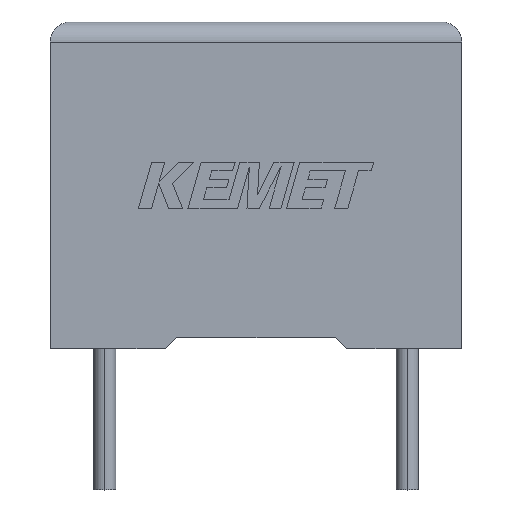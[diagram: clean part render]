
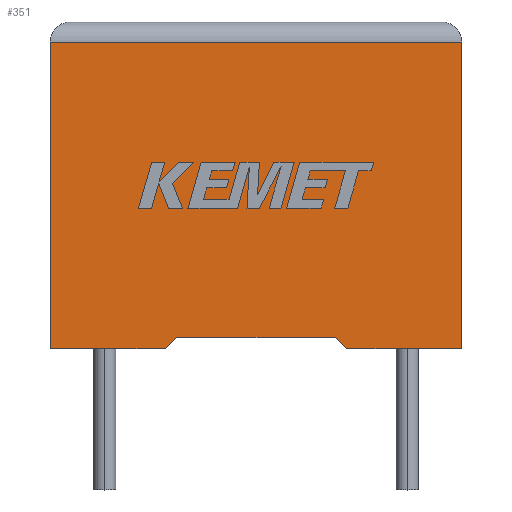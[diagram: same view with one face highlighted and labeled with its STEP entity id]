
A CAD part, top view. The second image highlights one B-rep face of the part: STEP entity #351.
In plain terms, the highlighted planar face has unit normal (0, 0, 1).
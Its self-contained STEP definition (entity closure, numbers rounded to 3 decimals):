
#40 = PLANE ( 'NONE',  #2694 ) ;
#52 = EDGE_CURVE ( 'NONE', #1206, #2146, #1876, .T. ) ;
#115 = VECTOR ( 'NONE', #2881, 1000. ) ;
#140 = ORIENTED_EDGE ( 'NONE', *, *, #2161, .T. ) ;
#151 = CARTESIAN_POINT ( 'NONE',  ( 0., 0., 3.1 ) ) ;
#180 = VERTEX_POINT ( 'NONE', #2037 ) ;
#196 = CARTESIAN_POINT ( 'NONE',  ( 10.2, 0., 3.1 ) ) ;
#282 = EDGE_CURVE ( 'NONE', #335, #1434, #1370, .T. ) ;
#312 = CARTESIAN_POINT ( 'NONE',  ( 0., 7.6, 3.1 ) ) ;
#335 = VERTEX_POINT ( 'NONE', #1705 ) ;
#351 = ADVANCED_FACE ( 'NONE', ( #2195 ), #40, .F. ) ;
#380 = DIRECTION ( 'NONE',  ( -0.712, -0.702, 0. ) ) ;
#401 = EDGE_CURVE ( 'NONE', #1206, #335, #1756, .T. ) ;
#403 = DIRECTION ( 'NONE',  ( -1., 0., 0. ) ) ;
#420 = VECTOR ( 'NONE', #380, 1000. ) ;
#425 = VECTOR ( 'NONE', #645, 1000. ) ;
#439 = EDGE_CURVE ( 'NONE', #1466, #1434, #2285, .T. ) ;
#443 = CARTESIAN_POINT ( 'NONE',  ( 2.85, 0., 3.1 ) ) ;
#645 = DIRECTION ( 'NONE',  ( 0., 1., 0. ) ) ;
#753 = ORIENTED_EDGE ( 'NONE', *, *, #2550, .T. ) ;
#820 = VECTOR ( 'NONE', #403, 1000. ) ;
#864 = CARTESIAN_POINT ( 'NONE',  ( 7.35, 0., 3.1 ) ) ;
#876 = DIRECTION ( 'NONE',  ( 0., 0., -1. ) ) ;
#932 = LINE ( 'NONE', #196, #425 ) ;
#1031 = ORIENTED_EDGE ( 'NONE', *, *, #1283, .T. ) ;
#1092 = DIRECTION ( 'NONE',  ( 1., 0., 0. ) ) ;
#1206 = VERTEX_POINT ( 'NONE', #1930 ) ;
#1219 = ORIENTED_EDGE ( 'NONE', *, *, #401, .F. ) ;
#1283 = EDGE_CURVE ( 'NONE', #2146, #1840, #2173, .T. ) ;
#1370 = LINE ( 'NONE', #443, #420 ) ;
#1398 = CARTESIAN_POINT ( 'NONE',  ( 10.2, 0., 3.1 ) ) ;
#1434 = VERTEX_POINT ( 'NONE', #2573 ) ;
#1466 = VERTEX_POINT ( 'NONE', #2895 ) ;
#1473 = DIRECTION ( 'NONE',  ( -1., 0., 0. ) ) ;
#1493 = LINE ( 'NONE', #2916, #3002 ) ;
#1504 = ORIENTED_EDGE ( 'NONE', *, *, #1980, .T. ) ;
#1674 = ORIENTED_EDGE ( 'NONE', *, *, #282, .F. ) ;
#1686 = CARTESIAN_POINT ( 'NONE',  ( 0., 0., 3.1 ) ) ;
#1705 = CARTESIAN_POINT ( 'NONE',  ( 3.133, 0.279, 3.1 ) ) ;
#1756 = LINE ( 'NONE', #2519, #820 ) ;
#1840 = VERTEX_POINT ( 'NONE', #1398 ) ;
#1876 = LINE ( 'NONE', #2075, #1939 ) ;
#1896 = VECTOR ( 'NONE', #1473, 1000. ) ;
#1930 = CARTESIAN_POINT ( 'NONE',  ( 7.067, 0.279, 3.1 ) ) ;
#1939 = VECTOR ( 'NONE', #2831, 1000. ) ;
#1980 = EDGE_CURVE ( 'NONE', #2568, #180, #2208, .T. ) ;
#2017 = DIRECTION ( 'NONE',  ( 0., -1., 0. ) ) ;
#2037 = CARTESIAN_POINT ( 'NONE',  ( 0., 7.6, 3.1 ) ) ;
#2038 = ORIENTED_EDGE ( 'NONE', *, *, #52, .T. ) ;
#2060 = EDGE_LOOP ( 'NONE', ( #140, #1504, #753, #2614, #1674, #1219, #2038, #1031 ) ) ;
#2075 = CARTESIAN_POINT ( 'NONE',  ( 7.35, 0., 3.1 ) ) ;
#2146 = VERTEX_POINT ( 'NONE', #864 ) ;
#2161 = EDGE_CURVE ( 'NONE', #1840, #2568, #932, .T. ) ;
#2173 = LINE ( 'NONE', #2667, #115 ) ;
#2195 = FACE_OUTER_BOUND ( 'NONE', #2060, .T. ) ;
#2208 = LINE ( 'NONE', #312, #1896 ) ;
#2222 = CARTESIAN_POINT ( 'NONE',  ( 10.2, 7.6, 3.1 ) ) ;
#2285 = LINE ( 'NONE', #151, #2939 ) ;
#2494 = DIRECTION ( 'NONE',  ( -1., 0., 0. ) ) ;
#2519 = CARTESIAN_POINT ( 'NONE',  ( 5.1, 0.279, 3.1 ) ) ;
#2550 = EDGE_CURVE ( 'NONE', #180, #1466, #1493, .T. ) ;
#2568 = VERTEX_POINT ( 'NONE', #2222 ) ;
#2573 = CARTESIAN_POINT ( 'NONE',  ( 2.85, 0., 3.1 ) ) ;
#2614 = ORIENTED_EDGE ( 'NONE', *, *, #439, .T. ) ;
#2667 = CARTESIAN_POINT ( 'NONE',  ( 0., 0., 3.1 ) ) ;
#2694 = AXIS2_PLACEMENT_3D ( 'NONE', #1686, #876, #2494 ) ;
#2831 = DIRECTION ( 'NONE',  ( 0.712, -0.702, 0. ) ) ;
#2881 = DIRECTION ( 'NONE',  ( 1., 0., 0. ) ) ;
#2895 = CARTESIAN_POINT ( 'NONE',  ( 0., 0., 3.1 ) ) ;
#2916 = CARTESIAN_POINT ( 'NONE',  ( 0., 0., 3.1 ) ) ;
#2939 = VECTOR ( 'NONE', #1092, 1000. ) ;
#3002 = VECTOR ( 'NONE', #2017, 1000. ) ;
